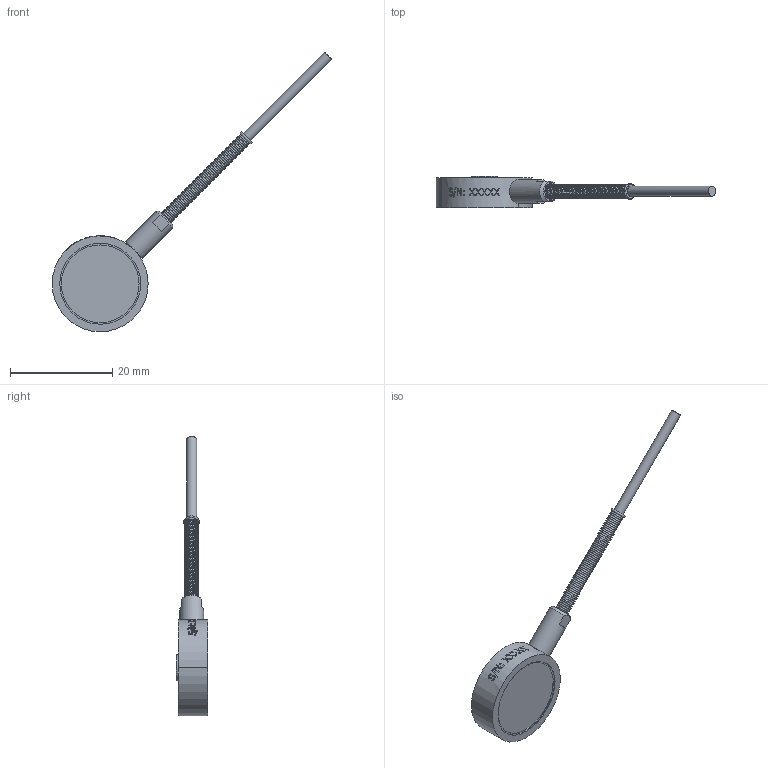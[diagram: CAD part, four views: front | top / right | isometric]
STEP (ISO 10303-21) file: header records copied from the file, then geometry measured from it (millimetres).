
FILE_DESCRIPTION(/* description */ (''),/* implementation_level */ '2;1');
FILE_NAME(/* name */ 'LLB300 3D CAD.stp',/* time_stamp */ '2020-05-19T09:01:27-07:00',/* author */ ('Maciej'),/* organization */ (''),/* preprocessor_version */ 'ST-DEVELOPER v18',/* originating_system */ 'Autodesk Inventor 2020',/* authorisation */ '');
FILE_SCHEMA (('AUTOMOTIVE_DESIGN { 1 0 10303 214 3 1 1 }'));
Length unit declared in the file: inch
Products named in the file (1): 3D CAD Assembly_Shrinkwrap_1
Bounding box: 54.78 x 6.21 x 54.78 mm (x, y, z)
Volume: 1864.3 mm3; surface area: 1581.8 mm2
Topology: 1 solids, 1 shells, 214 faces, 587 edges, 393 vertices
Faces by surface type: torus 64, plane 60, bspline 60, cylinder 26, cone 3, sphere 1
Full cylindrical faces by diameter (mm): 0.787 x2, 2.007 x1, 3.023 x1, 4.699 x1, 5.08 x1, 5.842 x1, 15.138 x1, 15.24 x2, 15.85 x1, 16.002 x1
Entity records: 8306 total; most frequent: CARTESIAN_POINT 2688, ORIENTED_EDGE 1170, DIRECTION 1078, EDGE_CURVE 585, AXIS2_PLACEMENT_3D 464, VERTEX_POINT 393, CIRCLE 309, EDGE_LOOP 236
